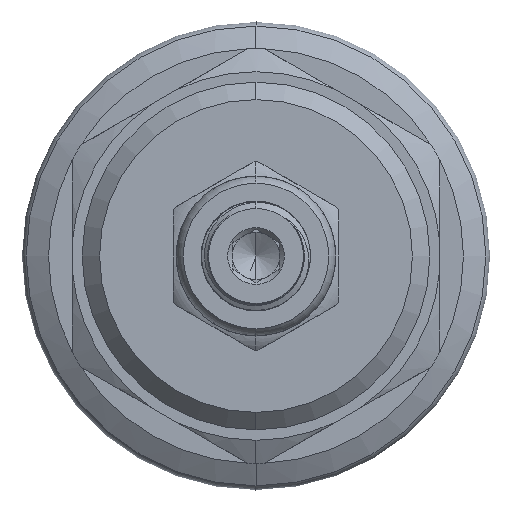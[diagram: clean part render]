
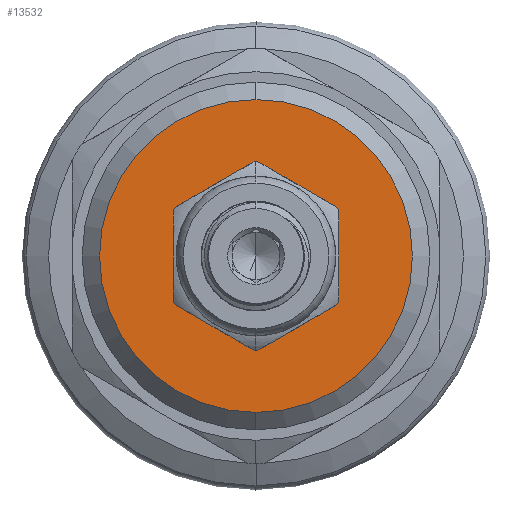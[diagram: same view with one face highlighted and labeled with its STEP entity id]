
A CAD part, left-side view. The second image highlights one B-rep face of the part: STEP entity #13532.
In plain terms, the highlighted planar face has unit normal (-1, 0, 0).
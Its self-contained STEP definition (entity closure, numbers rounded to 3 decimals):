
#30 = DIRECTION ( 'NONE',  ( -1., 0., 0. ) ) ;
#299 = AXIS2_PLACEMENT_3D ( 'NONE', #1712, #11533, #7393 ) ;
#327 = FACE_OUTER_BOUND ( 'NONE', #2292, .T. ) ;
#1712 = CARTESIAN_POINT ( 'NONE',  ( 0., 0., 0. ) ) ;
#2292 = EDGE_LOOP ( 'NONE', ( #3868, #3975 ) ) ;
#3484 = AXIS2_PLACEMENT_3D ( 'NONE', #5718, #16933, #4175 ) ;
#3868 = ORIENTED_EDGE ( 'NONE', *, *, #4810, .F. ) ;
#3975 = ORIENTED_EDGE ( 'NONE', *, *, #16811, .F. ) ;
#4175 = DIRECTION ( 'NONE',  ( 0., 0., -1. ) ) ;
#4243 = DIRECTION ( 'NONE',  ( 0., 0., 1. ) ) ;
#4810 = EDGE_CURVE ( 'NONE', #15635, #17018, #10852, .T. ) ;
#5237 = EDGE_LOOP ( 'NONE', ( #16756, #18229 ) ) ;
#5265 = CARTESIAN_POINT ( 'NONE',  ( 0., 0., -13.5 ) ) ;
#5718 = CARTESIAN_POINT ( 'NONE',  ( 0., 0., 0. ) ) ;
#5777 = CIRCLE ( 'NONE', #299, 6.875 ) ;
#5931 = CARTESIAN_POINT ( 'NONE',  ( 0., 0., 0. ) ) ;
#6617 = VERTEX_POINT ( 'NONE', #15009 ) ;
#7175 = CARTESIAN_POINT ( 'NONE',  ( 0., 0., 0. ) ) ;
#7189 = DIRECTION ( 'NONE',  ( 0., 0., -1. ) ) ;
#7393 = DIRECTION ( 'NONE',  ( 0., 0., -1. ) ) ;
#8347 = CARTESIAN_POINT ( 'NONE',  ( 0., 0., 0. ) ) ;
#8464 = DIRECTION ( 'NONE',  ( 0., 0., -1. ) ) ;
#8496 = AXIS2_PLACEMENT_3D ( 'NONE', #8347, #14225, #8464 ) ;
#8984 = CARTESIAN_POINT ( 'NONE',  ( 0., 0., 13.5 ) ) ;
#9343 = CARTESIAN_POINT ( 'NONE',  ( 0., 0., -6.875 ) ) ;
#10852 = CIRCLE ( 'NONE', #3484, 13.5 ) ;
#11164 = AXIS2_PLACEMENT_3D ( 'NONE', #7175, #30, #4243 ) ;
#11533 = DIRECTION ( 'NONE',  ( 1., 0., 0. ) ) ;
#11638 = CIRCLE ( 'NONE', #13100, 13.5 ) ;
#11868 = VERTEX_POINT ( 'NONE', #9343 ) ;
#12888 = EDGE_CURVE ( 'NONE', #11868, #6617, #18234, .T. ) ;
#13100 = AXIS2_PLACEMENT_3D ( 'NONE', #5931, #17242, #7189 ) ;
#13532 = ADVANCED_FACE ( 'NONE', ( #15387, #327 ), #15666, .T. ) ;
#14225 = DIRECTION ( 'NONE',  ( 1., 0., 0. ) ) ;
#15009 = CARTESIAN_POINT ( 'NONE',  ( 0., 0., 6.875 ) ) ;
#15267 = EDGE_CURVE ( 'NONE', #6617, #11868, #5777, .T. ) ;
#15387 = FACE_BOUND ( 'NONE', #5237, .T. ) ;
#15635 = VERTEX_POINT ( 'NONE', #5265 ) ;
#15666 = PLANE ( 'NONE',  #11164 ) ;
#16756 = ORIENTED_EDGE ( 'NONE', *, *, #15267, .T. ) ;
#16811 = EDGE_CURVE ( 'NONE', #17018, #15635, #11638, .T. ) ;
#16933 = DIRECTION ( 'NONE',  ( 1., 0., 0. ) ) ;
#17018 = VERTEX_POINT ( 'NONE', #8984 ) ;
#17242 = DIRECTION ( 'NONE',  ( 1., 0., 0. ) ) ;
#18229 = ORIENTED_EDGE ( 'NONE', *, *, #12888, .T. ) ;
#18234 = CIRCLE ( 'NONE', #8496, 6.875 ) ;
